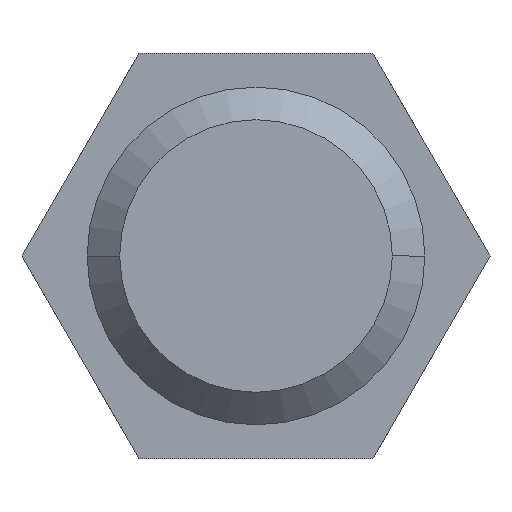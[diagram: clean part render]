
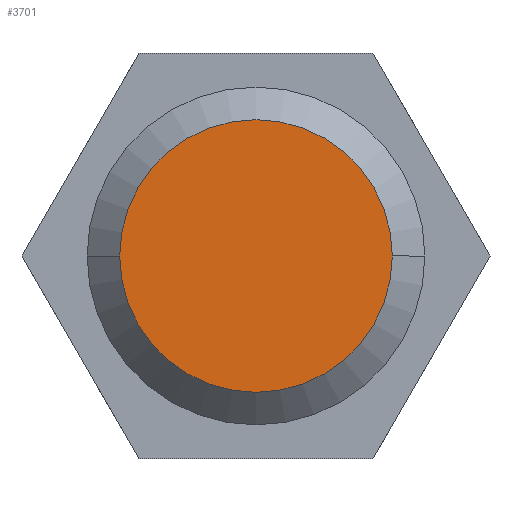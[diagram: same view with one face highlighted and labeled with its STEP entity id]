
A CAD part, front view. The second image highlights one B-rep face of the part: STEP entity #3701.
In plain terms, the highlighted planar face has unit normal (0, -1, 0).
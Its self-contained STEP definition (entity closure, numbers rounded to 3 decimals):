
#1554=CARTESIAN_POINT('',(0.,-3.434,0.));
#1555=DIRECTION('',(0.,-1.,0.));
#1556=DIRECTION('',(1.,0.,0.));
#1557=AXIS2_PLACEMENT_3D('',#1554,#1555,#1556);
#1559=CARTESIAN_POINT('',(0.,-3.434,0.));
#1560=DIRECTION('',(0.,-1.,0.));
#1561=DIRECTION('',(-1.,0.,0.));
#1562=AXIS2_PLACEMENT_3D('',#1559,#1560,#1561);
#1593=CARTESIAN_POINT('',(1.684,-3.434,0.));
#1594=CARTESIAN_POINT('',(-1.684,-3.434,0.));
#1595=VERTEX_POINT('',#1593);
#1596=VERTEX_POINT('',#1594);
#3691=CARTESIAN_POINT('',(0.,-3.434,0.));
#3692=DIRECTION('',(0.,-1.,0.));
#3693=DIRECTION('',(-1.,0.,0.));
#3694=AXIS2_PLACEMENT_3D('',#3691,#3692,#3693);
#3695=PLANE('',#3694);
#3697=ORIENTED_EDGE('',*,*,#3696,.F.);
#3698=ORIENTED_EDGE('',*,*,#3681,.F.);
#3699=EDGE_LOOP('',(#3697,#3698));
#3700=FACE_OUTER_BOUND('',#3699,.F.);
#3701=ADVANCED_FACE('',(#3700),#3695,.T.);
#1558=CIRCLE('',#1557,1.684);
#1563=CIRCLE('',#1562,1.684);
#3681=EDGE_CURVE('',#1596,#1595,#1563,.T.);
#3696=EDGE_CURVE('',#1595,#1596,#1558,.T.);
